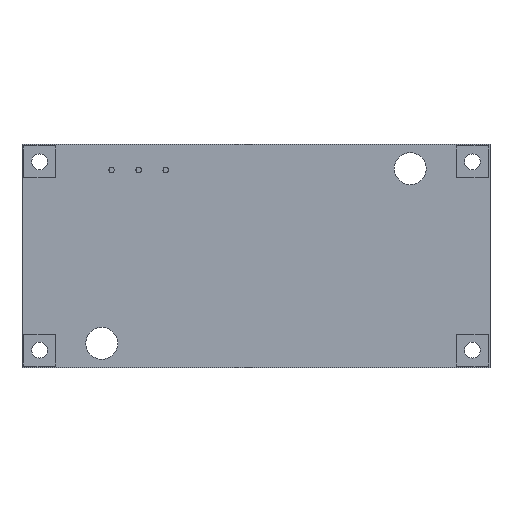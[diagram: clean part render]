
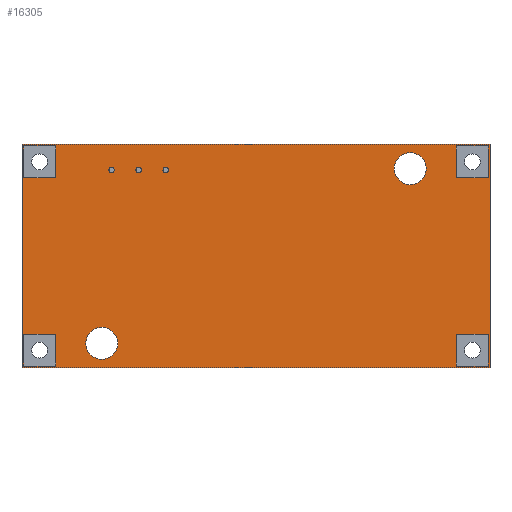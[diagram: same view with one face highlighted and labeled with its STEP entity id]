
A CAD part, front view. The second image highlights one B-rep face of the part: STEP entity #16305.
In plain terms, the highlighted planar face has unit normal (0, -1, 0).
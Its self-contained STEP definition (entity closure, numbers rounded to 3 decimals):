
#16108=CARTESIAN_POINT('',(19.909,19.782,33.178));
#16109=DIRECTION('',(0.,1.,0.));
#16110=DIRECTION('',(0.,0.,1.));
#16111=AXIS2_PLACEMENT_3D('',#16108,#16109,#16110);
#16112=PLANE('',#16111);
#16113=CARTESIAN_POINT('',(41.759,19.782,22.828));
#16114=VERTEX_POINT('',#16113);
#16115=CARTESIAN_POINT('',(38.759,19.782,22.828));
#16116=VERTEX_POINT('',#16115);
#16117=CARTESIAN_POINT('',(41.759,19.782,22.828));
#16118=DIRECTION('',(-1.,0.,0.));
#16119=VECTOR('',#16118,3.);
#16120=LINE('',#16117,#16119);
#16121=EDGE_CURVE('',#16114,#16116,#16120,.T.);
#16122=ORIENTED_EDGE('',*,*,#16121,.T.);
#16123=CARTESIAN_POINT('',(38.759,19.782,25.828));
#16124=VERTEX_POINT('',#16123);
#16125=CARTESIAN_POINT('',(38.759,19.782,22.828));
#16126=DIRECTION('',(0.,0.,1.));
#16127=VECTOR('',#16126,3.);
#16128=LINE('',#16125,#16127);
#16129=EDGE_CURVE('',#16116,#16124,#16128,.T.);
#16130=ORIENTED_EDGE('',*,*,#16129,.T.);
#16131=CARTESIAN_POINT('',(41.759,19.782,25.828));
#16132=VERTEX_POINT('',#16131);
#16133=CARTESIAN_POINT('',(38.759,19.782,25.828));
#16134=DIRECTION('',(1.,0.,-0.));
#16135=VECTOR('',#16134,3.);
#16136=LINE('',#16133,#16135);
#16137=EDGE_CURVE('',#16124,#16132,#16136,.T.);
#16138=ORIENTED_EDGE('',*,*,#16137,.T.);
#16139=CARTESIAN_POINT('',(41.759,19.782,25.828));
#16140=DIRECTION('',(0.,0.,-1.));
#16141=VECTOR('',#16140,3.);
#16142=LINE('',#16139,#16141);
#16143=EDGE_CURVE('',#16132,#16114,#16142,.T.);
#16144=ORIENTED_EDGE('',*,*,#16143,.T.);
#16145=EDGE_LOOP('',(#16122,#16130,#16138,#16144));
#16146=FACE_BOUND('',#16145,.T.);
#16147=CARTESIAN_POINT('',(-1.941,19.782,22.828));
#16148=VERTEX_POINT('',#16147);
#16149=CARTESIAN_POINT('',(-1.941,19.782,25.828));
#16150=VERTEX_POINT('',#16149);
#16151=CARTESIAN_POINT('',(-1.941,19.782,22.828));
#16152=DIRECTION('',(0.,0.,1.));
#16153=VECTOR('',#16152,3.);
#16154=LINE('',#16151,#16153);
#16155=EDGE_CURVE('',#16148,#16150,#16154,.T.);
#16156=ORIENTED_EDGE('',*,*,#16155,.T.);
#16157=CARTESIAN_POINT('',(1.059,19.782,25.828));
#16158=VERTEX_POINT('',#16157);
#16159=CARTESIAN_POINT('',(-1.941,19.782,25.828));
#16160=DIRECTION('',(1.,0.,-0.));
#16161=VECTOR('',#16160,3.);
#16162=LINE('',#16159,#16161);
#16163=EDGE_CURVE('',#16150,#16158,#16162,.T.);
#16164=ORIENTED_EDGE('',*,*,#16163,.T.);
#16165=CARTESIAN_POINT('',(1.059,19.782,22.828));
#16166=VERTEX_POINT('',#16165);
#16167=CARTESIAN_POINT('',(1.059,19.782,25.828));
#16168=DIRECTION('',(0.,0.,-1.));
#16169=VECTOR('',#16168,3.);
#16170=LINE('',#16167,#16169);
#16171=EDGE_CURVE('',#16158,#16166,#16170,.T.);
#16172=ORIENTED_EDGE('',*,*,#16171,.T.);
#16173=CARTESIAN_POINT('',(1.059,19.782,22.828));
#16174=DIRECTION('',(-1.,0.,0.));
#16175=VECTOR('',#16174,3.);
#16176=LINE('',#16173,#16175);
#16177=EDGE_CURVE('',#16166,#16148,#16176,.T.);
#16178=ORIENTED_EDGE('',*,*,#16177,.T.);
#16179=EDGE_LOOP('',(#16156,#16164,#16172,#16178));
#16180=FACE_BOUND('',#16179,.T.);
#16181=CARTESIAN_POINT('',(34.409,19.782,42.886));
#16182=VERTEX_POINT('',#16181);
#16183=CARTESIAN_POINT('',(34.409,19.782,41.386));
#16184=DIRECTION('',(0.,1.,0.));
#16185=DIRECTION('',(0.,-0.,1.));
#16186=AXIS2_PLACEMENT_3D('',#16183,#16184,#16185);
#16187=CIRCLE('',#16186,1.5);
#16188=EDGE_CURVE('',#16182,#16182,#16187,.T.);
#16189=ORIENTED_EDGE('',*,*,#16188,.T.);
#16190=EDGE_LOOP('',(#16189));
#16191=FACE_BOUND('',#16190,.T.);
#16192=CARTESIAN_POINT('',(5.409,19.782,26.469));
#16193=VERTEX_POINT('',#16192);
#16194=CARTESIAN_POINT('',(5.409,19.782,24.969));
#16195=DIRECTION('',(0.,1.,0.));
#16196=DIRECTION('',(0.,-0.,1.));
#16197=AXIS2_PLACEMENT_3D('',#16194,#16195,#16196);
#16198=CIRCLE('',#16197,1.5);
#16199=EDGE_CURVE('',#16193,#16193,#16198,.T.);
#16200=ORIENTED_EDGE('',*,*,#16199,.T.);
#16201=EDGE_LOOP('',(#16200));
#16202=FACE_BOUND('',#16201,.T.);
#16203=CARTESIAN_POINT('',(-2.091,19.782,22.678));
#16204=VERTEX_POINT('',#16203);
#16205=CARTESIAN_POINT('',(-2.091,19.782,43.678));
#16206=VERTEX_POINT('',#16205);
#16207=CARTESIAN_POINT('',(-2.091,19.782,22.678));
#16208=DIRECTION('',(0.,0.,1.));
#16209=VECTOR('',#16208,21.);
#16210=LINE('',#16207,#16209);
#16211=EDGE_CURVE('',#16204,#16206,#16210,.T.);
#16212=ORIENTED_EDGE('',*,*,#16211,.F.);
#16213=CARTESIAN_POINT('',(41.909,19.782,22.678));
#16214=VERTEX_POINT('',#16213);
#16215=CARTESIAN_POINT('',(41.909,19.782,22.678));
#16216=DIRECTION('',(-1.,0.,0.));
#16217=VECTOR('',#16216,44.);
#16218=LINE('',#16215,#16217);
#16219=EDGE_CURVE('',#16214,#16204,#16218,.T.);
#16220=ORIENTED_EDGE('',*,*,#16219,.F.);
#16221=CARTESIAN_POINT('',(41.909,19.782,43.678));
#16222=VERTEX_POINT('',#16221);
#16223=CARTESIAN_POINT('',(41.909,19.782,43.678));
#16224=DIRECTION('',(0.,0.,-1.));
#16225=VECTOR('',#16224,21.);
#16226=LINE('',#16223,#16225);
#16227=EDGE_CURVE('',#16222,#16214,#16226,.T.);
#16228=ORIENTED_EDGE('',*,*,#16227,.F.);
#16229=CARTESIAN_POINT('',(-2.091,19.782,43.678));
#16230=DIRECTION('',(1.,0.,-0.));
#16231=VECTOR('',#16230,44.);
#16232=LINE('',#16229,#16231);
#16233=EDGE_CURVE('',#16206,#16222,#16232,.T.);
#16234=ORIENTED_EDGE('',*,*,#16233,.F.);
#16235=EDGE_LOOP('',(#16212,#16220,#16228,#16234));
#16236=FACE_BOUND('',#16235,.T.);
#16237=CARTESIAN_POINT('',(41.759,19.782,43.528));
#16238=VERTEX_POINT('',#16237);
#16239=CARTESIAN_POINT('',(41.759,19.782,40.528));
#16240=VERTEX_POINT('',#16239);
#16241=CARTESIAN_POINT('',(41.759,19.782,43.528));
#16242=DIRECTION('',(0.,0.,-1.));
#16243=VECTOR('',#16242,3.);
#16244=LINE('',#16241,#16243);
#16245=EDGE_CURVE('',#16238,#16240,#16244,.T.);
#16246=ORIENTED_EDGE('',*,*,#16245,.T.);
#16247=CARTESIAN_POINT('',(38.759,19.782,40.528));
#16248=VERTEX_POINT('',#16247);
#16249=CARTESIAN_POINT('',(41.759,19.782,40.528));
#16250=DIRECTION('',(-1.,0.,0.));
#16251=VECTOR('',#16250,3.);
#16252=LINE('',#16249,#16251);
#16253=EDGE_CURVE('',#16240,#16248,#16252,.T.);
#16254=ORIENTED_EDGE('',*,*,#16253,.T.);
#16255=CARTESIAN_POINT('',(38.759,19.782,43.528));
#16256=VERTEX_POINT('',#16255);
#16257=CARTESIAN_POINT('',(38.759,19.782,40.528));
#16258=DIRECTION('',(0.,0.,1.));
#16259=VECTOR('',#16258,3.);
#16260=LINE('',#16257,#16259);
#16261=EDGE_CURVE('',#16248,#16256,#16260,.T.);
#16262=ORIENTED_EDGE('',*,*,#16261,.T.);
#16263=CARTESIAN_POINT('',(38.759,19.782,43.528));
#16264=DIRECTION('',(1.,0.,-0.));
#16265=VECTOR('',#16264,3.);
#16266=LINE('',#16263,#16265);
#16267=EDGE_CURVE('',#16256,#16238,#16266,.T.);
#16268=ORIENTED_EDGE('',*,*,#16267,.T.);
#16269=EDGE_LOOP('',(#16246,#16254,#16262,#16268));
#16270=FACE_BOUND('',#16269,.T.);
#16271=CARTESIAN_POINT('',(-1.941,19.782,43.528));
#16272=VERTEX_POINT('',#16271);
#16273=CARTESIAN_POINT('',(1.059,19.782,43.528));
#16274=VERTEX_POINT('',#16273);
#16275=CARTESIAN_POINT('',(-1.941,19.782,43.528));
#16276=DIRECTION('',(1.,0.,-0.));
#16277=VECTOR('',#16276,3.);
#16278=LINE('',#16275,#16277);
#16279=EDGE_CURVE('',#16272,#16274,#16278,.T.);
#16280=ORIENTED_EDGE('',*,*,#16279,.T.);
#16281=CARTESIAN_POINT('',(1.059,19.782,40.528));
#16282=VERTEX_POINT('',#16281);
#16283=CARTESIAN_POINT('',(1.059,19.782,43.528));
#16284=DIRECTION('',(0.,0.,-1.));
#16285=VECTOR('',#16284,3.);
#16286=LINE('',#16283,#16285);
#16287=EDGE_CURVE('',#16274,#16282,#16286,.T.);
#16288=ORIENTED_EDGE('',*,*,#16287,.T.);
#16289=CARTESIAN_POINT('',(-1.941,19.782,40.528));
#16290=VERTEX_POINT('',#16289);
#16291=CARTESIAN_POINT('',(1.059,19.782,40.528));
#16292=DIRECTION('',(-1.,0.,0.));
#16293=VECTOR('',#16292,3.);
#16294=LINE('',#16291,#16293);
#16295=EDGE_CURVE('',#16282,#16290,#16294,.T.);
#16296=ORIENTED_EDGE('',*,*,#16295,.T.);
#16297=CARTESIAN_POINT('',(-1.941,19.782,40.528));
#16298=DIRECTION('',(0.,0.,1.));
#16299=VECTOR('',#16298,3.);
#16300=LINE('',#16297,#16299);
#16301=EDGE_CURVE('',#16290,#16272,#16300,.T.);
#16302=ORIENTED_EDGE('',*,*,#16301,.T.);
#16303=EDGE_LOOP('',(#16280,#16288,#16296,#16302));
#16304=FACE_BOUND('',#16303,.T.);
#16305=ADVANCED_FACE('',(#16146,#16180,#16191,#16202,#16236,#16270,#16304),#16112,.F.);
